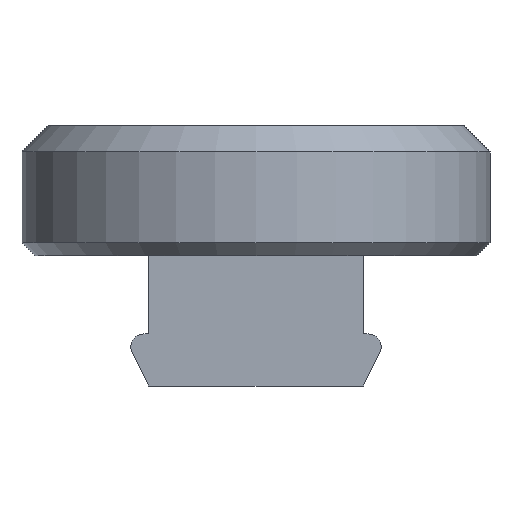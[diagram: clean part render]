
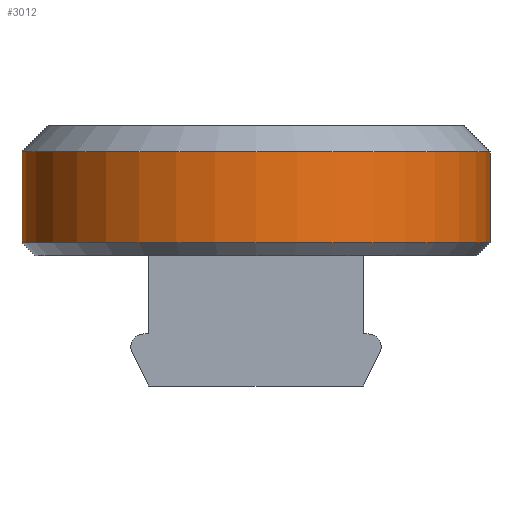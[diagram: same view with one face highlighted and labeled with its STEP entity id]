
A CAD part, left-side view. The second image highlights one B-rep face of the part: STEP entity #3012.
In plain terms, the highlighted cylindrical face has radius 9 mm (diameter 18 mm), a partial arc.
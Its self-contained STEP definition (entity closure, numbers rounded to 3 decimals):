
#357=CYLINDRICAL_SURFACE('',#3225,9.);
#449=FACE_OUTER_BOUND('',#644,.T.);
#644=EDGE_LOOP('',(#2081,#2082,#2083,#2084));
#841=CIRCLE('',#3217,9.);
#845=CIRCLE('',#3226,9.);
#865=LINE('',#3835,#1089);
#868=LINE('',#3841,#1092);
#1089=VECTOR('',#3366,10.);
#1092=VECTOR('',#3371,10.);
#1306=VERTEX_POINT('',#3811);
#1307=VERTEX_POINT('',#3813);
#1313=VERTEX_POINT('',#3834);
#1315=VERTEX_POINT('',#3840);
#1591=EDGE_CURVE('',#1306,#1307,#841,.T.);
#1602=EDGE_CURVE('',#1313,#1307,#865,.T.);
#1605=EDGE_CURVE('',#1306,#1315,#868,.T.);
#1606=EDGE_CURVE('',#1313,#1315,#845,.T.);
#2081=ORIENTED_EDGE('',*,*,#1591,.F.);
#2082=ORIENTED_EDGE('',*,*,#1605,.T.);
#2083=ORIENTED_EDGE('',*,*,#1606,.F.);
#2084=ORIENTED_EDGE('',*,*,#1602,.T.);
#3012=ADVANCED_FACE('',(#449),#357,.T.);
#3217=AXIS2_PLACEMENT_3D('',#3814,#3343,#3344);
#3225=AXIS2_PLACEMENT_3D('',#3839,#3369,#3370);
#3226=AXIS2_PLACEMENT_3D('',#3842,#3372,#3373);
#3343=DIRECTION('center_axis',(0.,0.,-1.));
#3344=DIRECTION('ref_axis',(-0.707,-0.707,0.));
#3366=DIRECTION('',(0.,0.,-1.));
#3369=DIRECTION('center_axis',(0.,0.,1.));
#3370=DIRECTION('ref_axis',(-0.707,-0.707,0.));
#3371=DIRECTION('',(0.,0.,1.));
#3372=DIRECTION('center_axis',(0.,0.,1.));
#3373=DIRECTION('ref_axis',(-0.707,-0.707,0.));
#3811=CARTESIAN_POINT('',(9.,0.,0.5));
#3813=CARTESIAN_POINT('',(9.,18.,0.5));
#3814=CARTESIAN_POINT('Origin',(9.,9.,0.5));
#3834=CARTESIAN_POINT('',(9.,18.,4.));
#3835=CARTESIAN_POINT('',(9.,18.,0.));
#3839=CARTESIAN_POINT('Origin',(9.,9.,0.));
#3840=CARTESIAN_POINT('',(9.,0.,4.));
#3841=CARTESIAN_POINT('',(9.,0.,0.));
#3842=CARTESIAN_POINT('Origin',(9.,9.,4.));
